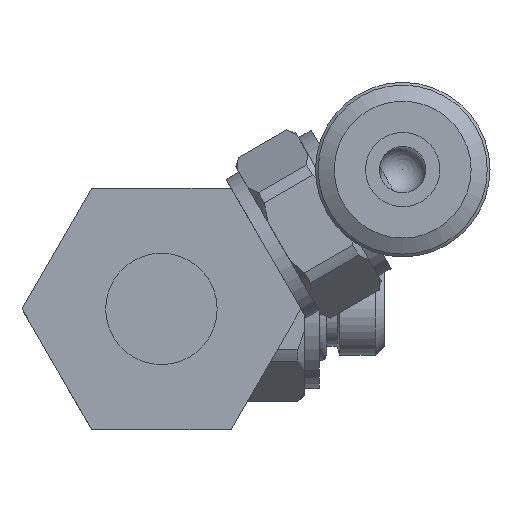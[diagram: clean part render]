
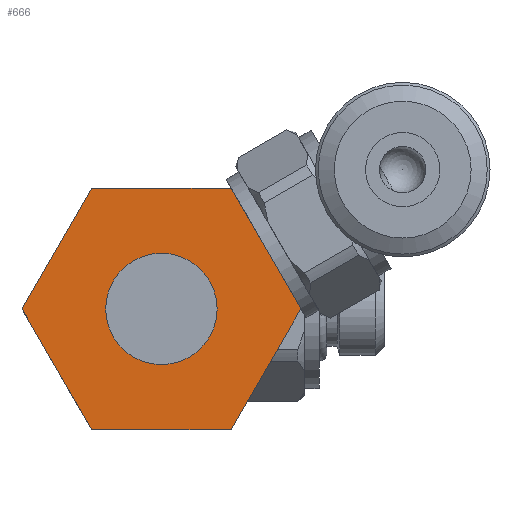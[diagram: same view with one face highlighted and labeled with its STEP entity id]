
A CAD part, left-side view. The second image highlights one B-rep face of the part: STEP entity #666.
In plain terms, the highlighted planar face has unit normal (-1, 0, 0).
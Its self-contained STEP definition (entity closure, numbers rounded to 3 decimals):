
#666 = ADVANCED_FACE( '', ( #1127, #1128 ), #1129, .F. );
#1127 = FACE_BOUND( '', #1324, .T. );
#1128 = FACE_OUTER_BOUND( '', #1325, .T. );
#1129 = PLANE( '', #1326 );
#1211 = EDGE_CURVE( '', #1450, #1450, #1451, .T. );
#1324 = EDGE_LOOP( '', ( #1611 ) );
#1325 = EDGE_LOOP( '', ( #1612, #1613, #1614, #1615, #1616, #1617 ) );
#1326 = AXIS2_PLACEMENT_3D( '', #1618, #1619, #1620 );
#1450 = VERTEX_POINT( '', #1830 );
#1451 = CIRCLE( '', #1831, 3. );
#1611 = ORIENTED_EDGE( '', *, *, #1211, .T. );
#1612 = ORIENTED_EDGE( '', *, *, #2097, .T. );
#1613 = ORIENTED_EDGE( '', *, *, #2099, .T. );
#1614 = ORIENTED_EDGE( '', *, *, #2100, .T. );
#1615 = ORIENTED_EDGE( '', *, *, #2101, .T. );
#1616 = ORIENTED_EDGE( '', *, *, #2102, .T. );
#1617 = ORIENTED_EDGE( '', *, *, #2103, .T. );
#1618 = CARTESIAN_POINT( '', ( -24.5, -11.258, -6.499 ) );
#1619 = DIRECTION( '', ( 1., 0., 0. ) );
#1620 = DIRECTION( '', ( 0., 1., 0. ) );
#1830 = CARTESIAN_POINT( '', ( -24.5, 3., 0. ) );
#1831 = AXIS2_PLACEMENT_3D( '', #2189, #2190, #2191 );
#2097 = EDGE_CURVE( '', #2326, #2324, #2327, .T. );
#2099 = EDGE_CURVE( '', #2324, #2329, #2330, .T. );
#2100 = EDGE_CURVE( '', #2329, #2331, #2332, .T. );
#2101 = EDGE_CURVE( '', #2331, #2333, #2334, .T. );
#2102 = EDGE_CURVE( '', #2333, #2335, #2336, .T. );
#2103 = EDGE_CURVE( '', #2335, #2326, #2337, .T. );
#2189 = CARTESIAN_POINT( '', ( -24.5, 0., 0. ) );
#2190 = DIRECTION( '', ( 1., 0., 0. ) );
#2191 = DIRECTION( '', ( 0., 1., 0. ) );
#2324 = VERTEX_POINT( '', #2357 );
#2326 = VERTEX_POINT( '', #2360 );
#2327 = LINE( '', #2361, #2362 );
#2329 = VERTEX_POINT( '', #2365 );
#2330 = LINE( '', #2366, #2367 );
#2331 = VERTEX_POINT( '', #2368 );
#2332 = LINE( '', #2369, #2370 );
#2333 = VERTEX_POINT( '', #2371 );
#2334 = LINE( '', #2372, #2373 );
#2335 = VERTEX_POINT( '', #2374 );
#2336 = LINE( '', #2375, #2376 );
#2337 = LINE( '', #2377, #2378 );
#2357 = CARTESIAN_POINT( '', ( -24.5, -3.753, 6.5 ) );
#2360 = CARTESIAN_POINT( '', ( -24.5, -7.506, 0. ) );
#2361 = CARTESIAN_POINT( '', ( -24.5, -7.506, 0. ) );
#2362 = VECTOR( '', #2405, 1000. );
#2365 = CARTESIAN_POINT( '', ( -24.5, 3.753, 6.5 ) );
#2366 = CARTESIAN_POINT( '', ( -24.5, -3.753, 6.5 ) );
#2367 = VECTOR( '', #2407, 1000. );
#2368 = CARTESIAN_POINT( '', ( -24.5, 7.506, 0. ) );
#2369 = CARTESIAN_POINT( '', ( -24.5, 3.753, 6.5 ) );
#2370 = VECTOR( '', #2408, 1000. );
#2371 = CARTESIAN_POINT( '', ( -24.5, 3.753, -6.5 ) );
#2372 = CARTESIAN_POINT( '', ( -24.5, 7.506, 0. ) );
#2373 = VECTOR( '', #2409, 1000. );
#2374 = CARTESIAN_POINT( '', ( -24.5, -3.753, -6.5 ) );
#2375 = CARTESIAN_POINT( '', ( -24.5, 3.753, -6.5 ) );
#2376 = VECTOR( '', #2410, 1000. );
#2377 = CARTESIAN_POINT( '', ( -24.5, -3.753, -6.5 ) );
#2378 = VECTOR( '', #2411, 1000. );
#2405 = DIRECTION( '', ( 0., 0.5, 0.866 ) );
#2407 = DIRECTION( '', ( 0., 1., 0. ) );
#2408 = DIRECTION( '', ( 0., 0.5, -0.866 ) );
#2409 = DIRECTION( '', ( 0., -0.5, -0.866 ) );
#2410 = DIRECTION( '', ( 0., -1., 0. ) );
#2411 = DIRECTION( '', ( 0., -0.5, 0.866 ) );
